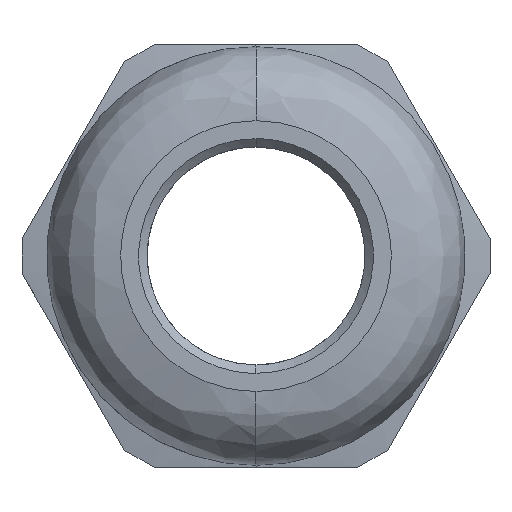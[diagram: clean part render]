
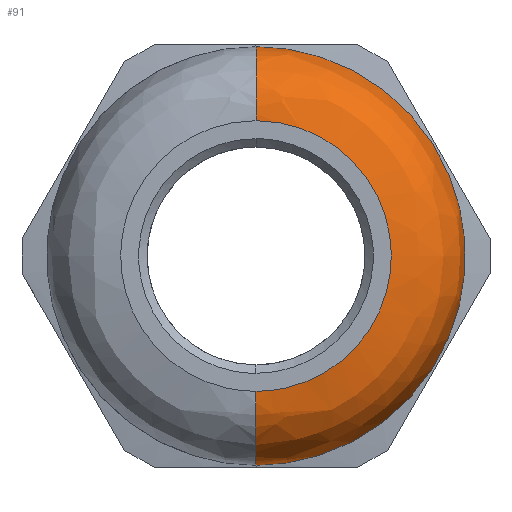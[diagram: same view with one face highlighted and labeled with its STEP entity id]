
A CAD part, left-side view. The second image highlights one B-rep face of the part: STEP entity #91.
In plain terms, the highlighted free-form (B-spline) face has degree [2, 2] with [9, 9] control points.
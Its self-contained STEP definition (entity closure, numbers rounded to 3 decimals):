
#91=ADVANCED_FACE('',(#193),#1502,.T.);
#193=FACE_OUTER_BOUND('',#300,.T.);
#300=EDGE_LOOP('',(#616,#617,#618,#619));
#616=ORIENTED_EDGE('',*,*,#971,.T.);
#617=ORIENTED_EDGE('',*,*,#974,.F.);
#618=ORIENTED_EDGE('',*,*,#972,.T.);
#619=ORIENTED_EDGE('',*,*,#973,.T.);
#971=EDGE_CURVE('',#1395,#1393,#1205,.T.);
#972=EDGE_CURVE('',#1394,#1396,#1206,.T.);
#973=EDGE_CURVE('',#1396,#1395,#1207,.T.);
#974=EDGE_CURVE('',#1394,#1393,#1208,.T.);
#1205=(
BOUNDED_CURVE()
B_SPLINE_CURVE(2,(#3660,#3661,#3662),.UNSPECIFIED.,.F.,.F.)
B_SPLINE_CURVE_WITH_KNOTS((3,3),(-5.498,0.),.UNSPECIFIED.)
CURVE()
GEOMETRIC_REPRESENTATION_ITEM()
RATIONAL_B_SPLINE_CURVE((1.,0.707,1.))
REPRESENTATION_ITEM('')
);
#1206=(
BOUNDED_CURVE()
B_SPLINE_CURVE(2,(#3663,#3664,#3665),.UNSPECIFIED.,.F.,.F.)
B_SPLINE_CURVE_WITH_KNOTS((3,3),(0.,5.498),.UNSPECIFIED.)
CURVE()
GEOMETRIC_REPRESENTATION_ITEM()
RATIONAL_B_SPLINE_CURVE((1.,0.707,1.))
REPRESENTATION_ITEM('')
);
#1207=(
BOUNDED_CURVE()
B_SPLINE_CURVE(2,(#3666,#3667,#3668,#3669,#3670),.UNSPECIFIED.,.F.,.F.)
B_SPLINE_CURVE_WITH_KNOTS((3,2,3),(-20.106,-10.053,
0.),.UNSPECIFIED.)
CURVE()
GEOMETRIC_REPRESENTATION_ITEM()
RATIONAL_B_SPLINE_CURVE((1.,0.707,1.,0.707,1.))
REPRESENTATION_ITEM('')
);
#1208=(
BOUNDED_CURVE()
B_SPLINE_CURVE(2,(#3671,#3672,#3673,#3674,#3675),.UNSPECIFIED.,.F.,.F.)
B_SPLINE_CURVE_WITH_KNOTS((3,2,3),(-30.159,-20.106,-10.053),
 .UNSPECIFIED.)
CURVE()
GEOMETRIC_REPRESENTATION_ITEM()
RATIONAL_B_SPLINE_CURVE((1.,0.707,1.,0.707,1.))
REPRESENTATION_ITEM('')
);
#1393=VERTEX_POINT('',#3332);
#1394=VERTEX_POINT('',#3333);
#1395=VERTEX_POINT('',#3334);
#1396=VERTEX_POINT('',#3335);
#1502=(
BOUNDED_SURFACE()
B_SPLINE_SURFACE(2,2,((#2876,#2877,#2878,#2879,#2880,#2881,#2882,#2883,
#2884),(#2885,#2886,#2887,#2888,#2889,#2890,#2891,#2892,#2893),(#2894,#2895,
#2896,#2897,#2898,#2899,#2900,#2901,#2902),(#2903,#2904,#2905,#2906,#2907,
#2908,#2909,#2910,#2911),(#2912,#2913,#2914,#2915,#2916,#2917,#2918,#2919,
#2920),(#2921,#2922,#2923,#2924,#2925,#2926,#2927,#2928,#2929),(#2930,#2931,
#2932,#2933,#2934,#2935,#2936,#2937,#2938),(#2939,#2940,#2941,#2942,#2943,
#2944,#2945,#2946,#2947),(#2948,#2949,#2950,#2951,#2952,#2953,#2954,#2955,
#2956)),.UNSPECIFIED.,.T.,.F.,.F.)
B_SPLINE_SURFACE_WITH_KNOTS((3,2,2,2,3),(3,2,2,2,3),(0.,10.053,
20.106,30.159,40.212),(0.,5.498,
10.996,16.493,21.991),.UNSPECIFIED.)
GEOMETRIC_REPRESENTATION_ITEM()
RATIONAL_B_SPLINE_SURFACE(((1.,0.707,1.,0.707,1.,
0.707,1.,0.707,1.),(0.707,0.5,0.707,
0.5,0.707,0.5,0.707,0.5,0.707),(1.,
0.707,1.,0.707,1.,0.707,1.,0.707,
1.),(0.707,0.5,0.707,0.5,0.707,0.5,
0.707,0.5,0.707),(1.,0.707,1.,0.707,
1.,0.707,1.,0.707,1.),(0.707,0.5,0.707,
0.5,0.707,0.5,0.707,0.5,0.707),(1.,
0.707,1.,0.707,1.,0.707,1.,0.707,
1.),(0.707,0.5,0.707,0.5,0.707,0.5,
0.707,0.5,0.707),(1.,0.707,1.,0.707,
1.,0.707,1.,0.707,1.)))
REPRESENTATION_ITEM('')
SURFACE()
);
#2876=CARTESIAN_POINT('',(3.5,9.9,5.55));
#2877=CARTESIAN_POINT('',(0.,9.9,5.55));
#2878=CARTESIAN_POINT('',(0.,6.4,5.55));
#2879=CARTESIAN_POINT('',(0.,2.9,5.55));
#2880=CARTESIAN_POINT('',(3.5,2.9,5.55));
#2881=CARTESIAN_POINT('',(7.,2.9,5.55));
#2882=CARTESIAN_POINT('',(7.,6.4,5.55));
#2883=CARTESIAN_POINT('',(7.,9.9,5.55));
#2884=CARTESIAN_POINT('',(3.5,9.9,5.55));
#2885=CARTESIAN_POINT('',(3.5,9.9,-4.35));
#2886=CARTESIAN_POINT('',(0.,9.9,-4.35));
#2887=CARTESIAN_POINT('',(0.,6.4,-0.85));
#2888=CARTESIAN_POINT('',(0.,2.9,2.65));
#2889=CARTESIAN_POINT('',(3.5,2.9,2.65));
#2890=CARTESIAN_POINT('',(7.,2.9,2.65));
#2891=CARTESIAN_POINT('',(7.,6.4,-0.85));
#2892=CARTESIAN_POINT('',(7.,9.9,-4.35));
#2893=CARTESIAN_POINT('',(3.5,9.9,-4.35));
#2894=CARTESIAN_POINT('',(3.5,0.,-4.35));
#2895=CARTESIAN_POINT('',(0.,0.,-4.35));
#2896=CARTESIAN_POINT('',(0.,0.,-0.85));
#2897=CARTESIAN_POINT('',(0.,0.,2.65));
#2898=CARTESIAN_POINT('',(3.5,0.,2.65));
#2899=CARTESIAN_POINT('',(7.,0.,2.65));
#2900=CARTESIAN_POINT('',(7.,0.,-0.85));
#2901=CARTESIAN_POINT('',(7.,0.,-4.35));
#2902=CARTESIAN_POINT('',(3.5,0.,-4.35));
#2903=CARTESIAN_POINT('',(3.5,-9.9,-4.35));
#2904=CARTESIAN_POINT('',(0.,-9.9,-4.35));
#2905=CARTESIAN_POINT('',(0.,-6.4,-0.85));
#2906=CARTESIAN_POINT('',(0.,-2.9,2.65));
#2907=CARTESIAN_POINT('',(3.5,-2.9,2.65));
#2908=CARTESIAN_POINT('',(7.,-2.9,2.65));
#2909=CARTESIAN_POINT('',(7.,-6.4,-0.85));
#2910=CARTESIAN_POINT('',(7.,-9.9,-4.35));
#2911=CARTESIAN_POINT('',(3.5,-9.9,-4.35));
#2912=CARTESIAN_POINT('',(3.5,-9.9,5.55));
#2913=CARTESIAN_POINT('',(0.,-9.9,5.55));
#2914=CARTESIAN_POINT('',(0.,-6.4,5.55));
#2915=CARTESIAN_POINT('',(0.,-2.9,5.55));
#2916=CARTESIAN_POINT('',(3.5,-2.9,5.55));
#2917=CARTESIAN_POINT('',(7.,-2.9,5.55));
#2918=CARTESIAN_POINT('',(7.,-6.4,5.55));
#2919=CARTESIAN_POINT('',(7.,-9.9,5.55));
#2920=CARTESIAN_POINT('',(3.5,-9.9,5.55));
#2921=CARTESIAN_POINT('',(3.5,-9.9,15.45));
#2922=CARTESIAN_POINT('',(0.,-9.9,15.45));
#2923=CARTESIAN_POINT('',(0.,-6.4,11.95));
#2924=CARTESIAN_POINT('',(0.,-2.9,8.45));
#2925=CARTESIAN_POINT('',(3.5,-2.9,8.45));
#2926=CARTESIAN_POINT('',(7.,-2.9,8.45));
#2927=CARTESIAN_POINT('',(7.,-6.4,11.95));
#2928=CARTESIAN_POINT('',(7.,-9.9,15.45));
#2929=CARTESIAN_POINT('',(3.5,-9.9,15.45));
#2930=CARTESIAN_POINT('',(3.5,0.,15.45));
#2931=CARTESIAN_POINT('',(0.,0.,15.45));
#2932=CARTESIAN_POINT('',(0.,0.,11.95));
#2933=CARTESIAN_POINT('',(0.,0.,8.45));
#2934=CARTESIAN_POINT('',(3.5,0.,8.45));
#2935=CARTESIAN_POINT('',(7.,0.,8.45));
#2936=CARTESIAN_POINT('',(7.,0.,11.95));
#2937=CARTESIAN_POINT('',(7.,0.,15.45));
#2938=CARTESIAN_POINT('',(3.5,0.,15.45));
#2939=CARTESIAN_POINT('',(3.5,9.9,15.45));
#2940=CARTESIAN_POINT('',(0.,9.9,15.45));
#2941=CARTESIAN_POINT('',(0.,6.4,11.95));
#2942=CARTESIAN_POINT('',(0.,2.9,8.45));
#2943=CARTESIAN_POINT('',(3.5,2.9,8.45));
#2944=CARTESIAN_POINT('',(7.,2.9,8.45));
#2945=CARTESIAN_POINT('',(7.,6.4,11.95));
#2946=CARTESIAN_POINT('',(7.,9.9,15.45));
#2947=CARTESIAN_POINT('',(3.5,9.9,15.45));
#2948=CARTESIAN_POINT('',(3.5,9.9,5.55));
#2949=CARTESIAN_POINT('',(0.,9.9,5.55));
#2950=CARTESIAN_POINT('',(0.,6.4,5.55));
#2951=CARTESIAN_POINT('',(0.,2.9,5.55));
#2952=CARTESIAN_POINT('',(3.5,2.9,5.55));
#2953=CARTESIAN_POINT('',(7.,2.9,5.55));
#2954=CARTESIAN_POINT('',(7.,6.4,5.55));
#2955=CARTESIAN_POINT('',(7.,9.9,5.55));
#2956=CARTESIAN_POINT('',(3.5,9.9,5.55));
#3332=CARTESIAN_POINT('',(3.5,0.,-4.35));
#3333=CARTESIAN_POINT('',(3.5,0.,15.45));
#3334=CARTESIAN_POINT('',(0.,0.,-0.85));
#3335=CARTESIAN_POINT('',(0.,0.,11.95));
#3660=CARTESIAN_POINT('',(0.,0.,-0.85));
#3661=CARTESIAN_POINT('',(0.,0.,-4.35));
#3662=CARTESIAN_POINT('',(3.5,0.,-4.35));
#3663=CARTESIAN_POINT('',(3.5,0.,15.45));
#3664=CARTESIAN_POINT('',(0.,0.,15.45));
#3665=CARTESIAN_POINT('',(0.,0.,11.95));
#3666=CARTESIAN_POINT('',(0.,0.,11.95));
#3667=CARTESIAN_POINT('',(0.,-6.4,11.95));
#3668=CARTESIAN_POINT('',(0.,-6.4,5.55));
#3669=CARTESIAN_POINT('',(0.,-6.4,-0.85));
#3670=CARTESIAN_POINT('',(0.,0.,-0.85));
#3671=CARTESIAN_POINT('',(3.5,0.,15.45));
#3672=CARTESIAN_POINT('',(3.5,-9.9,15.45));
#3673=CARTESIAN_POINT('',(3.5,-9.9,5.55));
#3674=CARTESIAN_POINT('',(3.5,-9.9,-4.35));
#3675=CARTESIAN_POINT('',(3.5,0.,-4.35));
